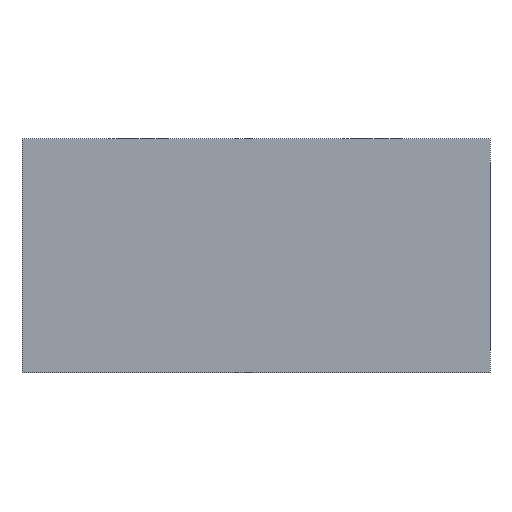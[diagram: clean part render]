
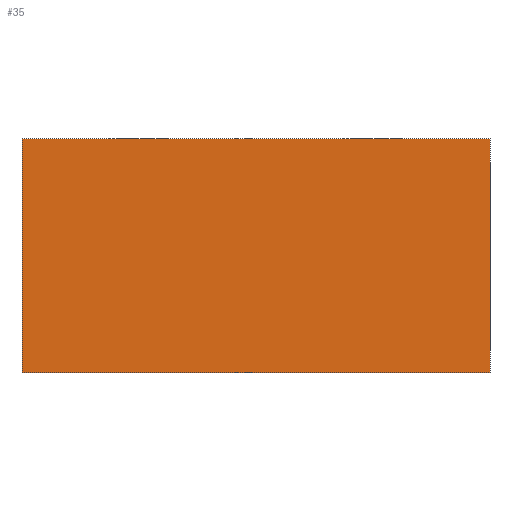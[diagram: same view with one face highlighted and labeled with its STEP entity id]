
A CAD part, left-side view. The second image highlights one B-rep face of the part: STEP entity #35.
In plain terms, the highlighted planar face has unit normal (-1, 0, 0).
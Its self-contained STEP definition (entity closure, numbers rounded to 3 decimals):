
#14 = CARTESIAN_POINT ( 'NONE',  ( 20., 755., 10. ) ) ;
#33 = AXIS2_PLACEMENT_3D ( 'NONE', #124, #699, #118 ) ;
#35 = ADVANCED_FACE ( 'NONE', ( #750 ), #181, .F. ) ;
#37 = ORIENTED_EDGE ( 'NONE', *, *, #657, .T. ) ;
#39 = CARTESIAN_POINT ( 'NONE',  ( 20., 755., -10. ) ) ;
#97 = LINE ( 'NONE', #39, #327 ) ;
#100 = LINE ( 'NONE', #297, #312 ) ;
#118 = DIRECTION ( 'NONE',  ( 0., 1., 0. ) ) ;
#124 = CARTESIAN_POINT ( 'NONE',  ( 20., 755., 10. ) ) ;
#169 = DIRECTION ( 'NONE',  ( 0., -1., 0. ) ) ;
#181 = PLANE ( 'NONE',  #33 ) ;
#212 = VERTEX_POINT ( 'NONE', #659 ) ;
#232 = EDGE_CURVE ( 'NONE', #212, #728, #100, .T. ) ;
#236 = ORIENTED_EDGE ( 'NONE', *, *, #232, .F. ) ;
#240 = VECTOR ( 'NONE', #274, 1000. ) ;
#243 = EDGE_CURVE ( 'NONE', #709, #728, #97, .T. ) ;
#274 = DIRECTION ( 'NONE',  ( 0., 0., -1. ) ) ;
#293 = CARTESIAN_POINT ( 'NONE',  ( 20., 755., 10. ) ) ;
#297 = CARTESIAN_POINT ( 'NONE',  ( 20., 715., 10. ) ) ;
#312 = VECTOR ( 'NONE', #351, 1000. ) ;
#327 = VECTOR ( 'NONE', #169, 1000. ) ;
#351 = DIRECTION ( 'NONE',  ( 0., 0., -1. ) ) ;
#382 = ORIENTED_EDGE ( 'NONE', *, *, #516, .F. ) ;
#431 = VECTOR ( 'NONE', #749, 1000. ) ;
#467 = ORIENTED_EDGE ( 'NONE', *, *, #243, .T. ) ;
#498 = CARTESIAN_POINT ( 'NONE',  ( 20., 755., 10. ) ) ;
#516 = EDGE_CURVE ( 'NONE', #731, #212, #562, .T. ) ;
#562 = LINE ( 'NONE', #498, #431 ) ;
#590 = LINE ( 'NONE', #14, #240 ) ;
#611 = EDGE_LOOP ( 'NONE', ( #467, #236, #382, #37 ) ) ;
#615 = CARTESIAN_POINT ( 'NONE',  ( 20., 715., -10. ) ) ;
#657 = EDGE_CURVE ( 'NONE', #731, #709, #590, .T. ) ;
#659 = CARTESIAN_POINT ( 'NONE',  ( 20., 715., 10. ) ) ;
#699 = DIRECTION ( 'NONE',  ( 1., 0., 0. ) ) ;
#709 = VERTEX_POINT ( 'NONE', #740 ) ;
#728 = VERTEX_POINT ( 'NONE', #615 ) ;
#731 = VERTEX_POINT ( 'NONE', #293 ) ;
#740 = CARTESIAN_POINT ( 'NONE',  ( 20., 755., -10. ) ) ;
#749 = DIRECTION ( 'NONE',  ( 0., -1., 0. ) ) ;
#750 = FACE_OUTER_BOUND ( 'NONE', #611, .T. ) ;
